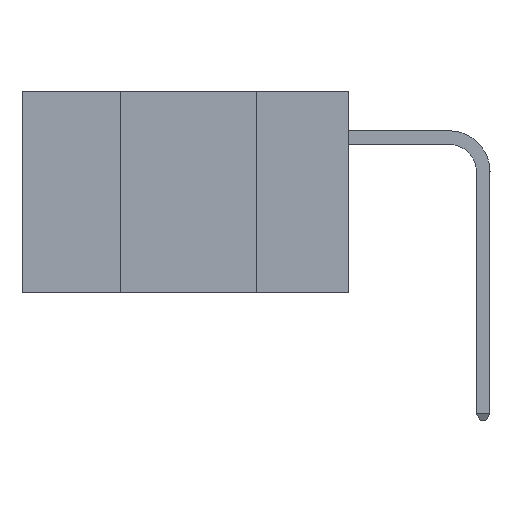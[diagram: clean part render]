
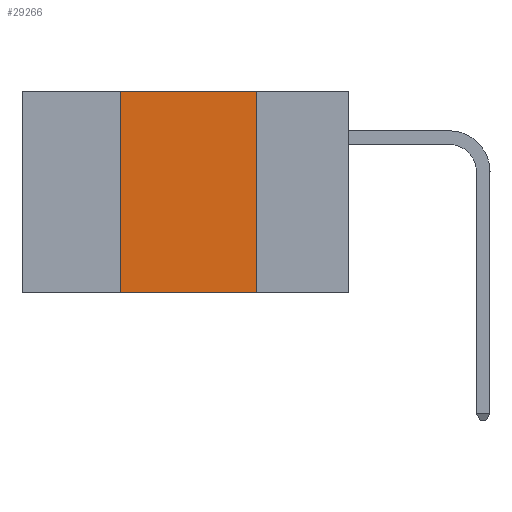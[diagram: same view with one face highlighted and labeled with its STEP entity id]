
A CAD part, left-side view. The second image highlights one B-rep face of the part: STEP entity #29266.
In plain terms, the highlighted planar face has unit normal (-1, 0, 0).
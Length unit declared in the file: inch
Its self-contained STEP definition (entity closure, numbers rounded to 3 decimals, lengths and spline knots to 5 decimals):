
#370 = DIRECTION ( 'NONE',  ( 0., 0., -1. ) ) ;
#1017 = ORIENTED_EDGE ( 'NONE', *, *, #33446, .F. ) ;
#3741 = LINE ( 'NONE', #11988, #20234 ) ;
#4336 = EDGE_LOOP ( 'NONE', ( #1017, #13079, #21764, #24958 ) ) ;
#6213 = CARTESIAN_POINT ( 'NONE',  ( 0., 0.17, 0. ) ) ;
#6377 = DIRECTION ( 'NONE',  ( 0., 0., -1. ) ) ;
#7071 = DIRECTION ( 'NONE',  ( 0., -1., 0. ) ) ;
#9833 = LINE ( 'NONE', #13704, #18116 ) ;
#10134 = LINE ( 'NONE', #17317, #31341 ) ;
#11535 = EDGE_CURVE ( 'NONE', #16235, #24672, #35856, .T. ) ;
#11555 = EDGE_CURVE ( 'NONE', #24672, #32802, #9833, .T. ) ;
#11598 = CARTESIAN_POINT ( 'NONE',  ( 0., 0.42, 0. ) ) ;
#11988 = CARTESIAN_POINT ( 'NONE',  ( 0., 0.17, 0. ) ) ;
#12128 = DIRECTION ( 'NONE',  ( 0., 0., 1. ) ) ;
#13079 = ORIENTED_EDGE ( 'NONE', *, *, #11555, .F. ) ;
#13704 = CARTESIAN_POINT ( 'NONE',  ( 0., 0.6, 0. ) ) ;
#14235 = VECTOR ( 'NONE', #12128, 39.37008 ) ;
#14439 = CARTESIAN_POINT ( 'NONE',  ( 0., 0.42, 0. ) ) ;
#15250 = CARTESIAN_POINT ( 'NONE',  ( 0., 0.42, -0.37 ) ) ;
#16235 = VERTEX_POINT ( 'NONE', #15250 ) ;
#17317 = CARTESIAN_POINT ( 'NONE',  ( 0., 0.6, -0.37 ) ) ;
#18116 = VECTOR ( 'NONE', #7071, 39.37008 ) ;
#18958 = DIRECTION ( 'NONE',  ( 1., 0., 0. ) ) ;
#20234 = VECTOR ( 'NONE', #370, 39.37008 ) ;
#21764 = ORIENTED_EDGE ( 'NONE', *, *, #11535, .F. ) ;
#24672 = VERTEX_POINT ( 'NONE', #14439 ) ;
#24958 = ORIENTED_EDGE ( 'NONE', *, *, #37394, .T. ) ;
#26346 = DIRECTION ( 'NONE',  ( 0., -1., 0. ) ) ;
#29266 = ADVANCED_FACE ( 'NONE', ( #39314 ), #31314, .F. ) ;
#31314 = PLANE ( 'NONE',  #34726 ) ;
#31341 = VECTOR ( 'NONE', #26346, 39.37008 ) ;
#32802 = VERTEX_POINT ( 'NONE', #6213 ) ;
#33446 = EDGE_CURVE ( 'NONE', #32802, #39690, #3741, .T. ) ;
#34219 = CARTESIAN_POINT ( 'NONE',  ( 0., 0.6, 0. ) ) ;
#34726 = AXIS2_PLACEMENT_3D ( 'NONE', #34219, #18958, #6377 ) ;
#35856 = LINE ( 'NONE', #11598, #14235 ) ;
#36274 = CARTESIAN_POINT ( 'NONE',  ( 0., 0.17, -0.37 ) ) ;
#37394 = EDGE_CURVE ( 'NONE', #16235, #39690, #10134, .T. ) ;
#39314 = FACE_OUTER_BOUND ( 'NONE', #4336, .T. ) ;
#39690 = VERTEX_POINT ( 'NONE', #36274 ) ;
